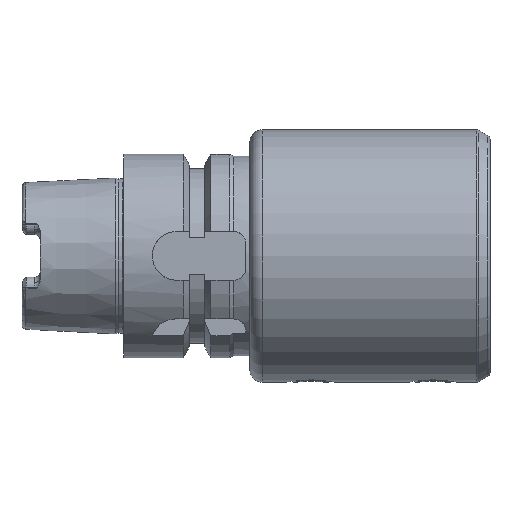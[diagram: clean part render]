
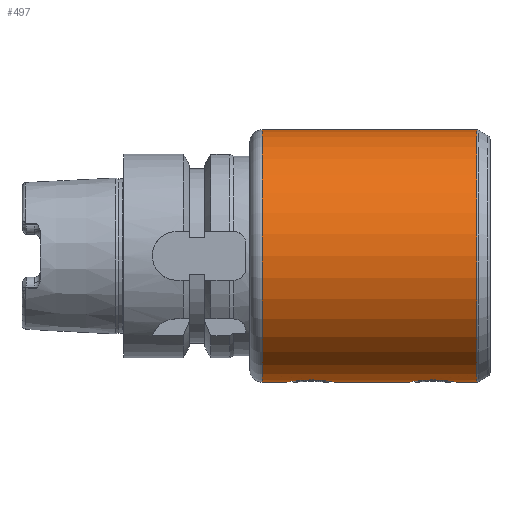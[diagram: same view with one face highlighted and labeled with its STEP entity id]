
A CAD part, top view. The second image highlights one B-rep face of the part: STEP entity #497.
In plain terms, the highlighted cylindrical face has radius 31 mm (diameter 62 mm), a full revolution.
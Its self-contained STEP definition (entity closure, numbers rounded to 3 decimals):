
#372=CARTESIAN_POINT('',(76.,-30.414,-6.));
#373=VERTEX_POINT('',#372);
#374=CARTESIAN_POINT('',(76.,-30.414,-6.));
#375=CARTESIAN_POINT('',(75.245,-30.414,-6.));
#376=CARTESIAN_POINT('',(74.44,-30.445,-5.849));
#377=CARTESIAN_POINT('',(72.962,-30.556,-5.236));
#378=CARTESIAN_POINT('',(72.289,-30.635,-4.774));
#379=CARTESIAN_POINT('',(71.226,-30.782,-3.711));
#380=CARTESIAN_POINT('',(70.764,-30.86,-3.038));
#381=CARTESIAN_POINT('',(70.151,-30.97,-1.56));
#382=CARTESIAN_POINT('',(70.,-31.,-0.755));
#383=CARTESIAN_POINT('',(70.,-31.,0.755));
#384=CARTESIAN_POINT('',(70.151,-30.97,1.56));
#385=CARTESIAN_POINT('',(70.764,-30.86,3.038));
#386=CARTESIAN_POINT('',(71.226,-30.782,3.711));
#387=CARTESIAN_POINT('',(72.289,-30.635,4.774));
#388=CARTESIAN_POINT('',(72.962,-30.556,5.236));
#389=CARTESIAN_POINT('',(74.44,-30.445,5.849));
#390=CARTESIAN_POINT('',(75.245,-30.414,6.));
#391=CARTESIAN_POINT('',(76.755,-30.414,6.));
#392=CARTESIAN_POINT('',(77.56,-30.445,5.849));
#393=CARTESIAN_POINT('',(79.038,-30.556,5.236));
#394=CARTESIAN_POINT('',(79.711,-30.635,4.774));
#395=CARTESIAN_POINT('',(80.774,-30.782,3.711));
#396=CARTESIAN_POINT('',(81.236,-30.86,3.038));
#397=CARTESIAN_POINT('',(81.849,-30.97,1.56));
#398=CARTESIAN_POINT('',(82.,-31.,0.755));
#399=CARTESIAN_POINT('',(82.,-31.,-0.755));
#400=CARTESIAN_POINT('',(81.849,-30.97,-1.56));
#401=CARTESIAN_POINT('',(81.236,-30.86,-3.038));
#402=CARTESIAN_POINT('',(80.774,-30.782,-3.711));
#403=CARTESIAN_POINT('',(79.711,-30.635,-4.774));
#404=CARTESIAN_POINT('',(79.038,-30.556,-5.236));
#405=CARTESIAN_POINT('',(77.56,-30.445,-5.849));
#406=CARTESIAN_POINT('',(76.755,-30.414,-6.));
#407=CARTESIAN_POINT('',(76.,-30.414,-6.));
#408=B_SPLINE_CURVE_WITH_KNOTS('',3,(#374,#375,#376,#377,#378,#379,#380,#381,#382,#383,#384,#385,#386,#387,#388,#389,#390,#391,#392,#393,#394,#395,#396,#397,#398,#399,#400,#401,#402,#403,#404,#405,#406,#407),.UNSPECIFIED.,.T.,.U.,(4,2,2,2,2,2,2,2,2,2,2,2,2,2,2,2,4),(0.0,0.227,0.453,0.68,0.907,1.133,1.36,1.586,1.813,2.04,2.266,2.493,2.72,2.946,3.173,3.399,3.626),.UNSPECIFIED.);
#409=EDGE_CURVE('',#373,#373,#408,.T.);
#426=CARTESIAN_POINT('',(60.366,0.0,0.0));
#427=DIRECTION('',(1.0,0.0,0.0));
#428=DIRECTION('',(0.0,1.0,0.0));
#429=AXIS2_PLACEMENT_3D('',#426,#427,#428);
#430=CYLINDRICAL_SURFACE('',#429,31.);
#431=CARTESIAN_POINT('',(86.732,31.,0.0));
#432=VERTEX_POINT('',#431);
#433=CARTESIAN_POINT('',(86.732,0.0,0.0));
#434=DIRECTION('',(1.0,0.0,0.0));
#435=DIRECTION('',(0.0,1.0,0.0));
#436=AXIS2_PLACEMENT_3D('',#433,#434,#435);
#437=CIRCLE('',#436,31.);
#438=EDGE_CURVE('',#432,#432,#437,.T.);
#439=ORIENTED_EDGE('',*,*,#438,.F.);
#440=EDGE_LOOP('',(#439));
#441=FACE_OUTER_BOUND('',#440,.T.);
#442=CARTESIAN_POINT('',(46.,-30.414,-6.));
#443=VERTEX_POINT('',#442);
#444=CARTESIAN_POINT('',(46.,-30.414,-6.));
#445=CARTESIAN_POINT('',(45.245,-30.414,-6.));
#446=CARTESIAN_POINT('',(44.44,-30.445,-5.849));
#447=CARTESIAN_POINT('',(42.962,-30.556,-5.236));
#448=CARTESIAN_POINT('',(42.289,-30.635,-4.774));
#449=CARTESIAN_POINT('',(41.226,-30.782,-3.711));
#450=CARTESIAN_POINT('',(40.764,-30.86,-3.038));
#451=CARTESIAN_POINT('',(40.151,-30.97,-1.56));
#452=CARTESIAN_POINT('',(40.,-31.,-0.755));
#453=CARTESIAN_POINT('',(40.,-31.,0.755));
#454=CARTESIAN_POINT('',(40.151,-30.97,1.56));
#455=CARTESIAN_POINT('',(40.764,-30.86,3.038));
#456=CARTESIAN_POINT('',(41.226,-30.782,3.711));
#457=CARTESIAN_POINT('',(42.289,-30.635,4.774));
#458=CARTESIAN_POINT('',(42.962,-30.556,5.236));
#459=CARTESIAN_POINT('',(44.44,-30.445,5.849));
#460=CARTESIAN_POINT('',(45.245,-30.414,6.));
#461=CARTESIAN_POINT('',(46.755,-30.414,6.));
#462=CARTESIAN_POINT('',(47.56,-30.445,5.849));
#463=CARTESIAN_POINT('',(49.038,-30.556,5.236));
#464=CARTESIAN_POINT('',(49.711,-30.635,4.774));
#465=CARTESIAN_POINT('',(50.774,-30.782,3.711));
#466=CARTESIAN_POINT('',(51.236,-30.86,3.038));
#467=CARTESIAN_POINT('',(51.849,-30.97,1.56));
#468=CARTESIAN_POINT('',(52.,-31.,0.755));
#469=CARTESIAN_POINT('',(52.,-31.,-0.755));
#470=CARTESIAN_POINT('',(51.849,-30.97,-1.56));
#471=CARTESIAN_POINT('',(51.236,-30.86,-3.038));
#472=CARTESIAN_POINT('',(50.774,-30.782,-3.711));
#473=CARTESIAN_POINT('',(49.711,-30.635,-4.774));
#474=CARTESIAN_POINT('',(49.038,-30.556,-5.236));
#475=CARTESIAN_POINT('',(47.56,-30.445,-5.849));
#476=CARTESIAN_POINT('',(46.755,-30.414,-6.));
#477=CARTESIAN_POINT('',(46.,-30.414,-6.));
#478=B_SPLINE_CURVE_WITH_KNOTS('',3,(#444,#445,#446,#447,#448,#449,#450,#451,#452,#453,#454,#455,#456,#457,#458,#459,#460,#461,#462,#463,#464,#465,#466,#467,#468,#469,#470,#471,#472,#473,#474,#475,#476,#477),.UNSPECIFIED.,.T.,.U.,(4,2,2,2,2,2,2,2,2,2,2,2,2,2,2,2,4),(0.0,0.227,0.453,0.68,0.907,1.133,1.36,1.586,1.813,2.04,2.266,2.493,2.72,2.946,3.173,3.399,3.626),.UNSPECIFIED.);
#479=EDGE_CURVE('',#443,#443,#478,.T.);
#480=ORIENTED_EDGE('',*,*,#479,.T.);
#481=EDGE_LOOP('',(#480));
#482=FACE_BOUND('',#481,.T.);
#483=CARTESIAN_POINT('',(34.,31.,0.0));
#484=VERTEX_POINT('',#483);
#485=CARTESIAN_POINT('',(34.,0.0,0.0));
#486=DIRECTION('',(1.0,0.0,0.0));
#487=DIRECTION('',(0.0,1.0,0.0));
#488=AXIS2_PLACEMENT_3D('',#485,#486,#487);
#489=CIRCLE('',#488,31.);
#490=EDGE_CURVE('',#484,#484,#489,.T.);
#491=ORIENTED_EDGE('',*,*,#490,.T.);
#492=EDGE_LOOP('',(#491));
#493=FACE_BOUND('',#492,.T.);
#494=ORIENTED_EDGE('',*,*,#409,.T.);
#495=EDGE_LOOP('',(#494));
#496=FACE_BOUND('',#495,.T.);
#497=ADVANCED_FACE('',(#441,#482,#493,#496),#430,.T.);
